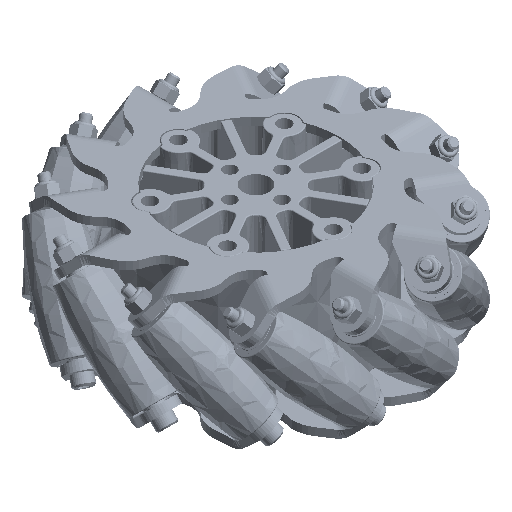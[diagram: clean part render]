
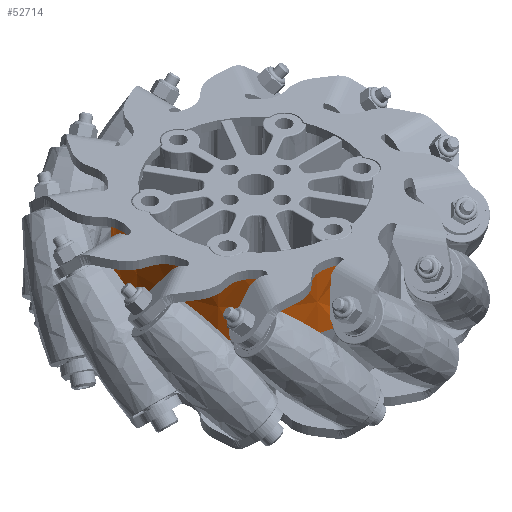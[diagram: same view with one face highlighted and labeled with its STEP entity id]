
A CAD part, isometric view. The second image highlights one B-rep face of the part: STEP entity #52714.
In plain terms, the highlighted conical face has half-angle 1 degrees and reference radius 31.75 mm.
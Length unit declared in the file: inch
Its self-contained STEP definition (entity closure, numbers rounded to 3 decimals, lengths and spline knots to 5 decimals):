
#2168 = CARTESIAN_POINT ( 'NONE',  ( 0., 0.6655, 1.25 ) ) ;
#4245 = CIRCLE ( 'NONE', #16364, 1.25 ) ;
#4765 = EDGE_LOOP ( 'NONE', ( #44129, #9219, #22541, #59846 ) ) ;
#9219 = ORIENTED_EDGE ( 'NONE', *, *, #27446, .T. ) ;
#13557 = EDGE_CURVE ( 'NONE', #39340, #54168, #62550, .T. ) ;
#14395 = DIRECTION ( 'NONE',  ( 0., 1., 0.017 ) ) ;
#16096 = CARTESIAN_POINT ( 'NONE',  ( 0., 0.6655, -1.25 ) ) ;
#16319 = DIRECTION ( 'NONE',  ( 0., 0., -1. ) ) ;
#16364 = AXIS2_PLACEMENT_3D ( 'NONE', #35856, #29868, #39673 ) ;
#22541 = ORIENTED_EDGE ( 'NONE', *, *, #59863, .T. ) ;
#22905 = AXIS2_PLACEMENT_3D ( 'NONE', #40404, #35343, #16319 ) ;
#23645 = VECTOR ( 'NONE', #59791, 39.37008 ) ;
#27212 = VECTOR ( 'NONE', #14395, 39.37008 ) ;
#27446 = EDGE_CURVE ( 'NONE', #41485, #59626, #58854, .T. ) ;
#29868 = DIRECTION ( 'NONE',  ( 0., -1., 0. ) ) ;
#34180 = EDGE_CURVE ( 'NONE', #39340, #41485, #50199, .T. ) ;
#35343 = DIRECTION ( 'NONE',  ( 0., 1., 0. ) ) ;
#35856 = CARTESIAN_POINT ( 'NONE',  ( 0., 0.6655, 0. ) ) ;
#35935 = CARTESIAN_POINT ( 'NONE',  ( 0., 0.6655, -1.25 ) ) ;
#36069 = FACE_OUTER_BOUND ( 'NONE', #4765, .T. ) ;
#39340 = VERTEX_POINT ( 'NONE', #49711 ) ;
#39673 = DIRECTION ( 'NONE',  ( 0., 0., -1. ) ) ;
#40404 = CARTESIAN_POINT ( 'NONE',  ( 0., 0.00983, 0. ) ) ;
#41101 = CARTESIAN_POINT ( 'NONE',  ( 0., 0.00983, -1.23856 ) ) ;
#41485 = VERTEX_POINT ( 'NONE', #41101 ) ;
#44129 = ORIENTED_EDGE ( 'NONE', *, *, #34180, .T. ) ;
#45244 = DIRECTION ( 'NONE',  ( 0., 0., 1. ) ) ;
#45866 = DIRECTION ( 'NONE',  ( 0., 1., 0. ) ) ;
#49711 = CARTESIAN_POINT ( 'NONE',  ( 0., 0.00983, 1.23856 ) ) ;
#50199 = CIRCLE ( 'NONE', #22905, 1.23856 ) ;
#52714 = ADVANCED_FACE ( 'NONE', ( #36069 ), #61456, .T. ) ;
#53382 = AXIS2_PLACEMENT_3D ( 'NONE', #54426, #45866, #45244 ) ;
#54168 = VERTEX_POINT ( 'NONE', #2168 ) ;
#54426 = CARTESIAN_POINT ( 'NONE',  ( 0., 0.6655, 0. ) ) ;
#57777 = CARTESIAN_POINT ( 'NONE',  ( 0., 0.6655, 1.25 ) ) ;
#58854 = LINE ( 'NONE', #16096, #23645 ) ;
#59626 = VERTEX_POINT ( 'NONE', #35935 ) ;
#59791 = DIRECTION ( 'NONE',  ( 0., 1., -0.017 ) ) ;
#59846 = ORIENTED_EDGE ( 'NONE', *, *, #13557, .F. ) ;
#59863 = EDGE_CURVE ( 'NONE', #59626, #54168, #4245, .T. ) ;
#61456 = CONICAL_SURFACE ( 'NONE', #53382, 1.25, 0.017 ) ;
#62550 = LINE ( 'NONE', #57777, #27212 ) ;
